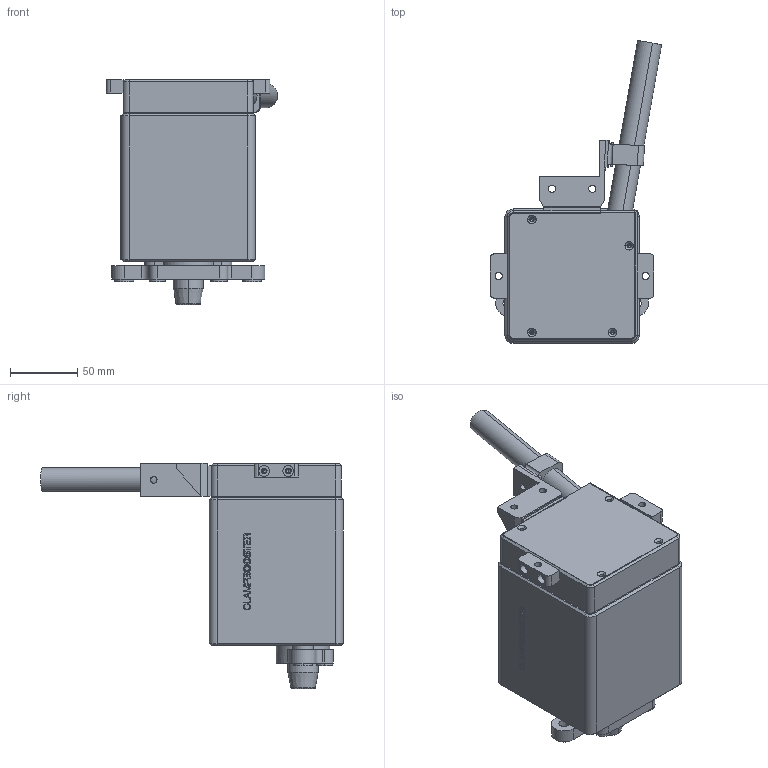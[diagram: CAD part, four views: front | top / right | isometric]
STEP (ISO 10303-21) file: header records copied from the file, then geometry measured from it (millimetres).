
FILE_DESCRIPTION (( 'STEP AP214' ), '1' );
FILE_NAME ('CLAMPBOOSTER 10 Plug & Play Robot Set 0322.STEP', '2023-03-08T09:19:36', ( 'admin' ), ( '' ), 'SwSTEP 2.0', 'SolidWorks 2021', '' );
FILE_SCHEMA (( 'AUTOMOTIVE_DESIGN' ));
Length unit declared in the file: millimetre
Products named in the file (5): Schlauchhalter FLEXA_RQHG; CB301-807-00 Befestigungswinkel seitlich; CLAMPBOOSTER 10 Plug & Play Robot Set 0322; CB301-808-01 Befestigungswinkel Oben; CLAMPBOOSTER Plug & Play
Assembly tree (5 placements, depth 2):
  CLAMPBOOSTER 10 Plug & Play Robot Set 0322
    CLAMPBOOSTER Plug & Play
    CB301-808-01 Befestigungswinkel Oben
    CB301-807-00 Befestigungswinkel seitlich  x2
    Schlauchhalter FLEXA_RQHG
Bounding box: 127.53 x 225.38 x 167.6 mm (x, y, z)
Volume: 1243265.5 mm3; surface area: 163430.4 mm2
Topology: 13 solids, 13 shells, 2784 faces, 7435 edges, 4901 vertices
Faces by surface type: plane 1328, bspline 789, cylinder 442, cone 131, torus 94
Entity records: 159163 total; most frequent: CARTESIAN_POINT 64914, ORIENTED_EDGE 14706, DIRECTION 10743, EDGE_CURVE 7353, VERTEX_POINT 4865, LINE 4461, VECTOR 4461, AXIS2_PLACEMENT_3D 3141
